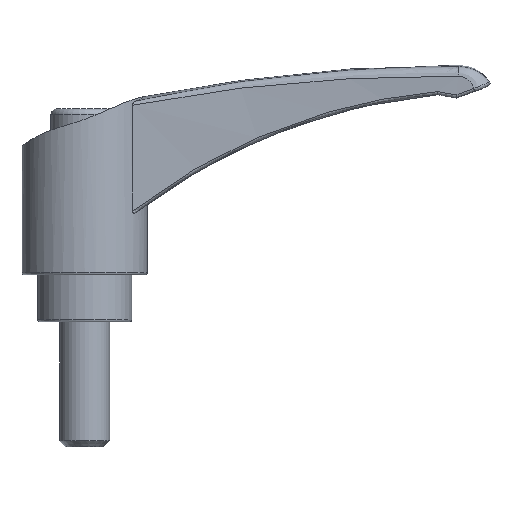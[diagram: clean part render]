
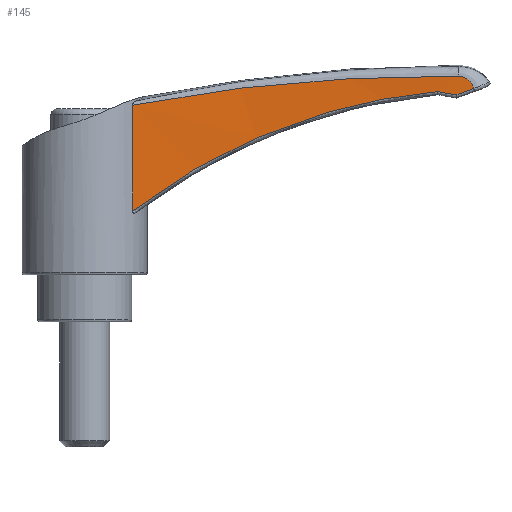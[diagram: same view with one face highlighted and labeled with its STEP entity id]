
A CAD part, front view. The second image highlights one B-rep face of the part: STEP entity #145.
In plain terms, the highlighted cylindrical face has radius 455.21 mm (diameter 910.421 mm), a partial arc.
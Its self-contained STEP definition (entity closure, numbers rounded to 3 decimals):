
#145 = ADVANCED_FACE( '', ( #308 ), #309, .F. );
#308 = FACE_OUTER_BOUND( '', #2274, .T. );
#309 = CYLINDRICAL_SURFACE( '', #2275, 455.21 );
#2274 = EDGE_LOOP( '', ( #2920, #2921, #2922, #2923, #2924, #2925 ) );
#2275 = AXIS2_PLACEMENT_3D( '', #2926, #2927, #2928 );
#2920 = ORIENTED_EDGE( '', *, *, #3121, .F. );
#2921 = ORIENTED_EDGE( '', *, *, #3069, .T. );
#2922 = ORIENTED_EDGE( '', *, *, #3154, .T. );
#2923 = ORIENTED_EDGE( '', *, *, #3146, .T. );
#2924 = ORIENTED_EDGE( '', *, *, #3078, .T. );
#2925 = ORIENTED_EDGE( '', *, *, #3024, .T. );
#2926 = CARTESIAN_POINT( '', ( 32.47, -460.96, 0. ) );
#2927 = DIRECTION( '', ( 0., 0., -1. ) );
#2928 = DIRECTION( '', ( 1., 0., 0. ) );
#3024 = EDGE_CURVE( '', #3180, #3185, #3187, .T. );
#3069 = EDGE_CURVE( '', #3261, #3259, #3262, .T. );
#3078 = EDGE_CURVE( '', #3275, #3180, #3276, .T. );
#3121 = EDGE_CURVE( '', #3261, #3185, #3339, .T. );
#3146 = EDGE_CURVE( '', #3374, #3275, #3375, .T. );
#3154 = EDGE_CURVE( '', #3259, #3374, #3383, .T. );
#3180 = VERTEX_POINT( '', #3587 );
#3185 = VERTEX_POINT( '', #3619 );
#3187 = B_SPLINE_CURVE_WITH_KNOTS( '', 3, ( #3632, #3633, #3634, #3635, #3636, #3637, #3638, #3639, #3640, #3641, #3642, #3643, #3644, #3645, #3646, #3647, #3648, #3649, #3650, #3651, #3652 ), .UNSPECIFIED., .F., .F., ( 4, 1, 1, 1, 1, 1, 1, 1, 1, 1, 1, 1, 1, 1, 1, 1, 1, 1, 4 ), ( 0., 0.028, 0.056, 0.084, 0.112, 0.139, 0.167, 0.195, 0.223, 0.25, 0.376, 0.5, 0.625, 0.749, 0.8, 0.851, 0.901, 0.951, 1. ), .UNSPECIFIED. );
#3259 = VERTEX_POINT( '', #4144 );
#3261 = VERTEX_POINT( '', #4187 );
#3262 = B_SPLINE_CURVE_WITH_KNOTS( '', 3, ( #4188, #4189, #4190, #4191, #4192, #4193, #4194, #4195, #4196, #4197, #4198, #4199, #4200, #4201, #4202, #4203, #4204, #4205, #4206, #4207, #4208, #4209, #4210, #4211, #4212, #4213, #4214 ), .UNSPECIFIED., .F., .F., ( 4, 1, 1, 1, 1, 1, 2, 1, 2, 2, 1, 2, 1, 1, 1, 1, 1, 1, 1, 1, 4 ), ( 0., 0.003, 0.007, 0.01, 0.013, 0.017, 0.02, 0.021, 0.021, 0.021, 0.022, 0.023, 0.027, 0.03, 0.033, 0.037, 0.04, 0.043, 0.047, 0.05, 0.053 ), .UNSPECIFIED. );
#3275 = VERTEX_POINT( '', #4302 );
#3276 = B_SPLINE_CURVE_WITH_KNOTS( '', 3, ( #4303, #4304, #4305, #4306, #4307, #4308, #4309, #4310, #4311, #4312, #4313, #4314, #4315, #4316, #4317, #4318 ), .UNSPECIFIED., .F., .F., ( 4, 1, 1, 1, 1, 1, 1, 1, 1, 1, 1, 1, 1, 4 ), ( 0.145, 0.178, 0.211, 0.244, 0.304, 0.364, 0.427, 0.491, 0.618, 0.746, 0.81, 0.873, 0.936, 1. ), .UNSPECIFIED. );
#3339 = B_SPLINE_CURVE_WITH_KNOTS( '', 3, ( #4798, #4799, #4800, #4801 ), .UNSPECIFIED., .F., .F., ( 4, 4 ), ( 0.036, 0.975 ), .UNSPECIFIED. );
#3374 = VERTEX_POINT( '', #5114 );
#3375 = B_SPLINE_CURVE_WITH_KNOTS( '', 3, ( #5115, #5116, #5117, #5118 ), .UNSPECIFIED., .F., .F., ( 4, 4 ), ( 0., 0.003 ), .UNSPECIFIED. );
#3383 = B_SPLINE_CURVE_WITH_KNOTS( '', 3, ( #5217, #5218, #5219, #5220 ), .UNSPECIFIED., .F., .F., ( 4, 4 ), ( 0., 0.003 ), .UNSPECIFIED. );
#3587 = CARTESIAN_POINT( '', ( 59.677, -6.564, 31.703 ) );
#3619 = CARTESIAN_POINT( '', ( 7.662, -6.426, 27.061 ) );
#3632 = CARTESIAN_POINT( '', ( 59.677, -6.564, 31.703 ) );
#3633 = CARTESIAN_POINT( '', ( 59.189, -6.535, 31.706 ) );
#3634 = CARTESIAN_POINT( '', ( 58.215, -6.478, 31.712 ) );
#3635 = CARTESIAN_POINT( '', ( 56.755, -6.398, 31.711 ) );
#3636 = CARTESIAN_POINT( '', ( 55.297, -6.322, 31.703 ) );
#3637 = CARTESIAN_POINT( '', ( 53.841, -6.251, 31.687 ) );
#3638 = CARTESIAN_POINT( '', ( 52.388, -6.185, 31.665 ) );
#3639 = CARTESIAN_POINT( '', ( 50.937, -6.124, 31.635 ) );
#3640 = CARTESIAN_POINT( '', ( 49.489, -6.068, 31.597 ) );
#3641 = CARTESIAN_POINT( '', ( 48.043, -6.016, 31.553 ) );
#3642 = CARTESIAN_POINT( '', ( 44.893, -5.913, 31.439 ) );
#3643 = CARTESIAN_POINT( '', ( 40.066, -5.798, 31.197 ) );
#3644 = CARTESIAN_POINT( '', ( 33.538, -5.736, 30.713 ) );
#3645 = CARTESIAN_POINT( '', ( 27.051, -5.767, 30.07 ) );
#3646 = CARTESIAN_POINT( '', ( 21.849, -5.866, 29.418 ) );
#3647 = CARTESIAN_POINT( '', ( 17.96, -5.979, 28.856 ) );
#3648 = CARTESIAN_POINT( '', ( 15.351, -6.069, 28.449 ) );
#3649 = CARTESIAN_POINT( '', ( 12.766, -6.174, 28.014 ) );
#3650 = CARTESIAN_POINT( '', ( 10.204, -6.292, 27.556 ) );
#3651 = CARTESIAN_POINT( '', ( 8.507, -6.382, 27.226 ) );
#3652 = CARTESIAN_POINT( '', ( 7.662, -6.426, 27.061 ) );
#4144 = CARTESIAN_POINT( '', ( 56.402, -6.38, 29.23 ) );
#4187 = CARTESIAN_POINT( '', ( 7.662, -6.426, 10.14 ) );
#4188 = CARTESIAN_POINT( '', ( 7.662, -6.426, 10.14 ) );
#4189 = CARTESIAN_POINT( '', ( 8.543, -6.378, 10.821 ) );
#4190 = CARTESIAN_POINT( '', ( 10.326, -6.286, 12.149 ) );
#4191 = CARTESIAN_POINT( '', ( 13.062, -6.161, 14.039 ) );
#4192 = CARTESIAN_POINT( '', ( 15.86, -6.05, 15.828 ) );
#4193 = CARTESIAN_POINT( '', ( 18.72, -5.955, 17.516 ) );
#4194 = CARTESIAN_POINT( '', ( 21.641, -5.876, 19.103 ) );
#4195 = CARTESIAN_POINT( '', ( 23.631, -5.835, 20.093 ) );
#4196 = CARTESIAN_POINT( '', ( 24.887, -5.813, 20.691 ) );
#4197 = CARTESIAN_POINT( '', ( 25.202, -5.808, 20.839 ) );
#4198 = CARTESIAN_POINT( '', ( 25.518, -5.803, 20.985 ) );
#4199 = CARTESIAN_POINT( '', ( 25.644, -5.801, 21.043 ) );
#4200 = CARTESIAN_POINT( '', ( 25.707, -5.8, 21.073 ) );
#4201 = CARTESIAN_POINT( '', ( 25.897, -5.797, 21.16 ) );
#4202 = CARTESIAN_POINT( '', ( 26.531, -5.788, 21.449 ) );
#4203 = CARTESIAN_POINT( '', ( 27.166, -5.781, 21.73 ) );
#4204 = CARTESIAN_POINT( '', ( 28.695, -5.765, 22.392 ) );
#4205 = CARTESIAN_POINT( '', ( 30.743, -5.75, 23.234 ) );
#4206 = CARTESIAN_POINT( '', ( 33.846, -5.749, 24.383 ) );
#4207 = CARTESIAN_POINT( '', ( 36.978, -5.769, 25.419 ) );
#4208 = CARTESIAN_POINT( '', ( 40.141, -5.811, 26.341 ) );
#4209 = CARTESIAN_POINT( '', ( 43.332, -5.876, 27.15 ) );
#4210 = CARTESIAN_POINT( '', ( 46.554, -5.964, 27.847 ) );
#4211 = CARTESIAN_POINT( '', ( 49.805, -6.076, 28.43 ) );
#4212 = CARTESIAN_POINT( '', ( 53.086, -6.213, 28.898 ) );
#4213 = CARTESIAN_POINT( '', ( 55.293, -6.321, 29.133 ) );
#4214 = CARTESIAN_POINT( '', ( 56.402, -6.38, 29.23 ) );
#4302 = CARTESIAN_POINT( '', ( 62.085, -6.714, 29.721 ) );
#4303 = CARTESIAN_POINT( '', ( 62.085, -6.714, 29.721 ) );
#4304 = CARTESIAN_POINT( '', ( 62.075, -6.714, 29.763 ) );
#4305 = CARTESIAN_POINT( '', ( 62.055, -6.712, 29.848 ) );
#4306 = CARTESIAN_POINT( '', ( 62.017, -6.71, 29.971 ) );
#4307 = CARTESIAN_POINT( '', ( 61.961, -6.706, 30.127 ) );
#4308 = CARTESIAN_POINT( '', ( 61.881, -6.701, 30.31 ) );
#4309 = CARTESIAN_POINT( '', ( 61.766, -6.694, 30.521 ) );
#4310 = CARTESIAN_POINT( '', ( 61.623, -6.684, 30.721 ) );
#4311 = CARTESIAN_POINT( '', ( 61.405, -6.671, 30.974 ) );
#4312 = CARTESIAN_POINT( '', ( 61.089, -6.65, 31.251 ) );
#4313 = CARTESIAN_POINT( '', ( 60.723, -6.628, 31.461 ) );
#4314 = CARTESIAN_POINT( '', ( 60.413, -6.608, 31.585 ) );
#4315 = CARTESIAN_POINT( '', ( 60.172, -6.594, 31.652 ) );
#4316 = CARTESIAN_POINT( '', ( 59.926, -6.579, 31.694 ) );
#4317 = CARTESIAN_POINT( '', ( 59.76, -6.569, 31.7 ) );
#4318 = CARTESIAN_POINT( '', ( 59.677, -6.564, 31.703 ) );
#4798 = CARTESIAN_POINT( '', ( 7.662, -6.426, 10.14 ) );
#4799 = CARTESIAN_POINT( '', ( 7.662, -6.426, 15.781 ) );
#4800 = CARTESIAN_POINT( '', ( 7.662, -6.426, 21.421 ) );
#4801 = CARTESIAN_POINT( '', ( 7.662, -6.426, 27.061 ) );
#5114 = CARTESIAN_POINT( '', ( 59.287, -6.541, 28.71 ) );
#5115 = CARTESIAN_POINT( '', ( 59.287, -6.541, 28.71 ) );
#5116 = CARTESIAN_POINT( '', ( 60.22, -6.596, 29.048 ) );
#5117 = CARTESIAN_POINT( '', ( 61.153, -6.654, 29.384 ) );
#5118 = CARTESIAN_POINT( '', ( 62.085, -6.714, 29.721 ) );
#5217 = CARTESIAN_POINT( '', ( 56.402, -6.38, 29.23 ) );
#5218 = CARTESIAN_POINT( '', ( 57.364, -6.43, 29.057 ) );
#5219 = CARTESIAN_POINT( '', ( 58.326, -6.484, 28.884 ) );
#5220 = CARTESIAN_POINT( '', ( 59.287, -6.541, 28.71 ) );
